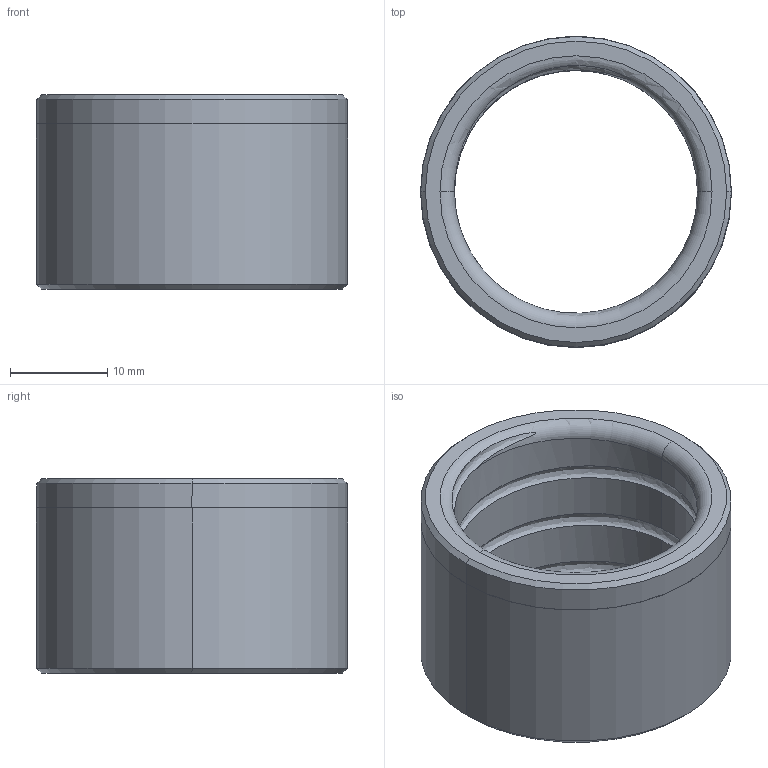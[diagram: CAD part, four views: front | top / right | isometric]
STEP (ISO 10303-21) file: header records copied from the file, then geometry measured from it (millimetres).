
FILE_DESCRIPTION (( 'STEP AP214' ), '1' );
FILE_NAME ('GBLV-D32-d25-L20.step', '2021-09-10T06:58:41', ( 'User' ), ( 'china' ), 'SwSTEP 2.0', 'SolidWorks 2016', '' );
FILE_SCHEMA (( 'AUTOMOTIVE_DESIGN' ));
Length unit declared in the file: millimetre
Products named in the file (1): GBLV-D32-d25-L20
Bounding box: 32 x 32 x 20 mm (x, y, z)
Volume: 6017.4 mm3; surface area: 4156 mm2
Topology: 1 solids, 1 shells, 44 faces, 110 edges, 71 vertices
Faces by surface type: cylinder 24, plane 11, torus 4, cone 4, bspline 1
Entity records: 2410 total; most frequent: CARTESIAN_POINT 1392, ORIENTED_EDGE 220, DIRECTION 187, EDGE_CURVE 110, AXIS2_PLACEMENT_3D 73, VERTEX_POINT 71, EDGE_LOOP 49, FACE_OUTER_BOUND 44
